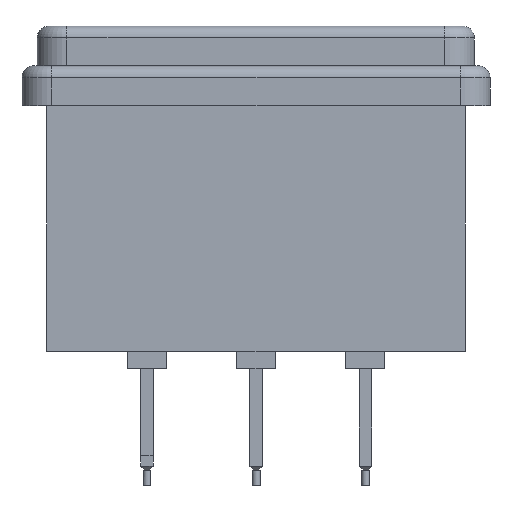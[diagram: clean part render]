
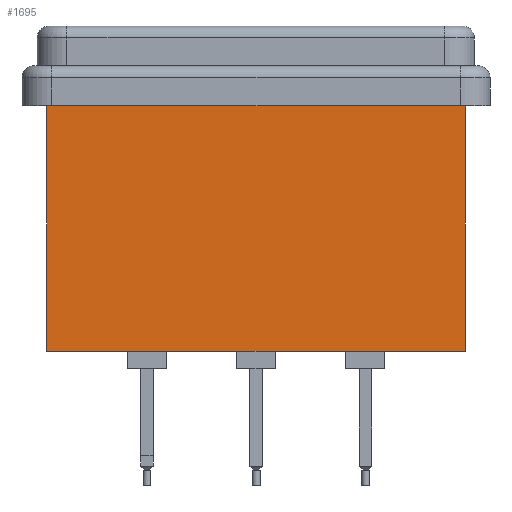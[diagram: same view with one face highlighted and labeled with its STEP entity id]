
A CAD part, front view. The second image highlights one B-rep face of the part: STEP entity #1695.
In plain terms, the highlighted planar face has unit normal (0, -1, 0).
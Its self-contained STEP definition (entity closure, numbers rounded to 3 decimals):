
#1648 = ORIENTED_EDGE ( 'NONE', *, *, #1709, .F. ) ;
#1652 = EDGE_CURVE ( 'NONE', #1676, #1668, #8378, .T. ) ;
#1668 = VERTEX_POINT ( 'NONE', #8485 ) ;
#1676 = VERTEX_POINT ( 'NONE', #8518 ) ;
#1695 = ADVANCED_FACE ( 'NONE', ( #8545 ), #8536, .T. ) ;
#1696 = ORIENTED_EDGE ( 'NONE', *, *, #2937, .F. ) ;
#1698 = ORIENTED_EDGE ( 'NONE', *, *, #1652, .T. ) ;
#1703 = EDGE_LOOP ( 'NONE', ( #1696, #1648, #1698, #1754 ) ) ;
#1709 = EDGE_CURVE ( 'NONE', #1676, #2938, #8623, .T. ) ;
#1711 = EDGE_CURVE ( 'NONE', #1668, #2890, #8619, .T. ) ;
#1754 = ORIENTED_EDGE ( 'NONE', *, *, #1711, .T. ) ;
#2890 = VERTEX_POINT ( 'NONE', #12057 ) ;
#2937 = EDGE_CURVE ( 'NONE', #2938, #2890, #12129, .T. ) ;
#2938 = VERTEX_POINT ( 'NONE', #12157 ) ;
#8377 = CARTESIAN_POINT ( 'NONE',  ( 28.386, 1., -5.08 ) ) ;
#8378 = LINE ( 'NONE', #8377, #8420 ) ;
#8419 = DIRECTION ( 'NONE',  ( -1., 0., 0. ) ) ;
#8420 = VECTOR ( 'NONE', #8419, 1000. ) ;
#8485 = CARTESIAN_POINT ( 'NONE',  ( 1.586, 1., -5.08 ) ) ;
#8518 = CARTESIAN_POINT ( 'NONE',  ( 28.386, 1., -5.08 ) ) ;
#8520 = AXIS2_PLACEMENT_3D ( 'NONE', #8565, #8548, #8547 ) ;
#8536 = PLANE ( 'NONE',  #8520 ) ;
#8545 = FACE_OUTER_BOUND ( 'NONE', #1703, .T. ) ;
#8547 = DIRECTION ( 'NONE',  ( 0., 0., -1. ) ) ;
#8548 = DIRECTION ( 'NONE',  ( 0., -1., 0. ) ) ;
#8565 = CARTESIAN_POINT ( 'NONE',  ( 28.386, 1., -5.08 ) ) ;
#8615 = DIRECTION ( 'NONE',  ( 0., 0., -1. ) ) ;
#8616 = VECTOR ( 'NONE', #8615, 1000. ) ;
#8617 = CARTESIAN_POINT ( 'NONE',  ( 28.386, 1., -5.08 ) ) ;
#8619 = LINE ( 'NONE', #8650, #8649 ) ;
#8623 = LINE ( 'NONE', #8617, #8616 ) ;
#8648 = DIRECTION ( 'NONE',  ( 0., 0., -1. ) ) ;
#8649 = VECTOR ( 'NONE', #8648, 1000. ) ;
#8650 = CARTESIAN_POINT ( 'NONE',  ( 1.586, 1., -5.08 ) ) ;
#12057 = CARTESIAN_POINT ( 'NONE',  ( 1.586, 1., -20.828 ) ) ;
#12110 = VECTOR ( 'NONE', #12153, 1000. ) ;
#12128 = CARTESIAN_POINT ( 'NONE',  ( 28.386, 1., -20.828 ) ) ;
#12129 = LINE ( 'NONE', #12128, #12110 ) ;
#12153 = DIRECTION ( 'NONE',  ( -1., 0., 0. ) ) ;
#12157 = CARTESIAN_POINT ( 'NONE',  ( 28.386, 1., -20.828 ) ) ;
